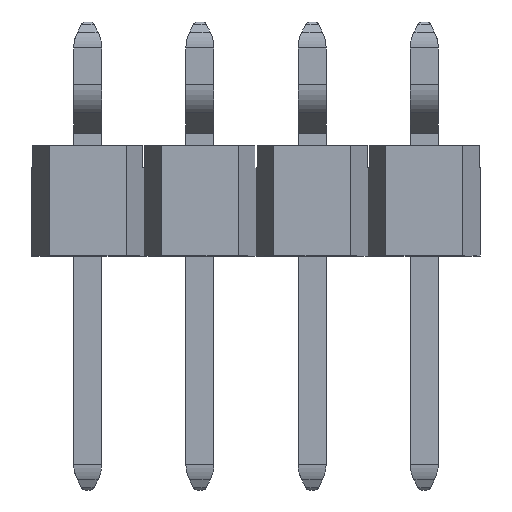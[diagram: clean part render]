
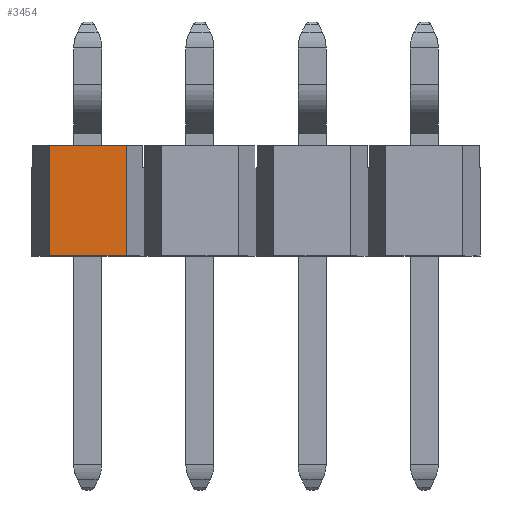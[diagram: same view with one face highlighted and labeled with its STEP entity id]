
A CAD part, front view. The second image highlights one B-rep face of the part: STEP entity #3454.
In plain terms, the highlighted planar face has unit normal (0, -1, 0).
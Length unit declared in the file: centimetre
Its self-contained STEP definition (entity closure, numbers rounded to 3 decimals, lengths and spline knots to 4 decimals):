
#328=FACE_OUTER_BOUND('',#532,.T.);
#532=EDGE_LOOP('',(#2913,#2914,#2915,#2916));
#881=LINE('',#5504,#1287);
#887=LINE('',#5516,#1293);
#892=LINE('',#5525,#1298);
#903=LINE('',#5546,#1309);
#1287=VECTOR('',#4553,0.25);
#1293=VECTOR('',#4561,0.25);
#1298=VECTOR('',#4570,0.174);
#1309=VECTOR('',#4589,0.174);
#1620=VERTEX_POINT('',#5501);
#1621=VERTEX_POINT('',#5503);
#1625=VERTEX_POINT('',#5513);
#1626=VERTEX_POINT('',#5515);
#2065=EDGE_CURVE('',#1621,#1620,#881,.T.);
#2071=EDGE_CURVE('',#1626,#1625,#887,.T.);
#2076=EDGE_CURVE('',#1626,#1620,#892,.T.);
#2087=EDGE_CURVE('',#1625,#1621,#903,.T.);
#2913=ORIENTED_EDGE('',*,*,#2071,.T.);
#2914=ORIENTED_EDGE('',*,*,#2087,.T.);
#2915=ORIENTED_EDGE('',*,*,#2065,.T.);
#2916=ORIENTED_EDGE('',*,*,#2076,.F.);
#3250=PLANE('',#3740);
#3454=ADVANCED_FACE('',(#328),#3250,.T.);
#3740=AXIS2_PLACEMENT_3D('',#5545,#4587,#4588);
#4553=DIRECTION('',(0.,0.,1.));
#4561=DIRECTION('',(0.,0.,-1.));
#4570=DIRECTION('',(1.,0.,0.));
#4587=DIRECTION('center_axis',(0.,-1.,0.));
#4588=DIRECTION('ref_axis',(1.,0.,0.));
#4589=DIRECTION('',(1.,0.,0.));
#5501=CARTESIAN_POINT('',(-1.7405,-0.0036,-0.7781));
#5503=CARTESIAN_POINT('',(-1.7405,-0.0036,-1.0281));
#5504=CARTESIAN_POINT('',(-1.7405,-0.0036,-0.9031));
#5513=CARTESIAN_POINT('',(-1.9145,-0.0036,-1.0281));
#5515=CARTESIAN_POINT('',(-1.9145,-0.0036,-0.7781));
#5516=CARTESIAN_POINT('',(-1.9145,-0.0036,-0.9031));
#5525=CARTESIAN_POINT('',(-1.9545,-0.0036,-0.7781));
#5545=CARTESIAN_POINT('Origin',(-1.9545,-0.0036,
-1.0281));
#5546=CARTESIAN_POINT('',(-1.9545,-0.0036,-1.0281));
